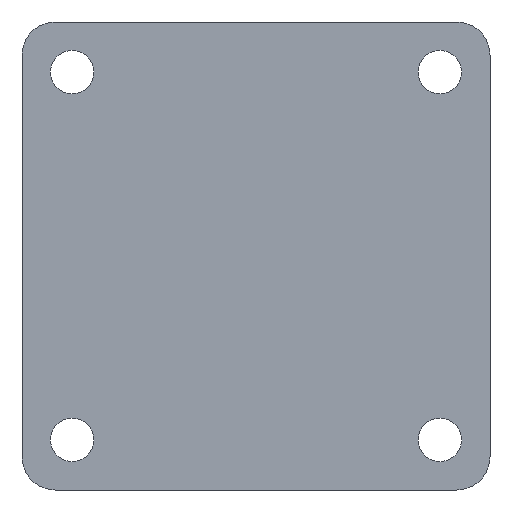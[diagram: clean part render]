
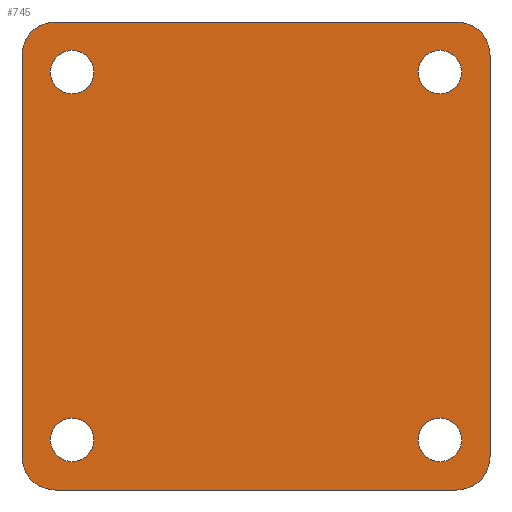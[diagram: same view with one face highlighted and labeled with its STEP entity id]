
A CAD part, front view. The second image highlights one B-rep face of the part: STEP entity #745.
In plain terms, the highlighted planar face has unit normal (0, -1, 0).
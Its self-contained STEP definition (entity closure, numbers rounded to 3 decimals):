
#5 = VERTEX_POINT ( 'NONE', #617 ) ;
#20 = CARTESIAN_POINT ( 'NONE',  ( -70., 0., -70. ) ) ;
#76 = CARTESIAN_POINT ( 'NONE',  ( 70., 0., 60. ) ) ;
#88 = VERTEX_POINT ( 'NONE', #2286 ) ;
#120 = CIRCLE ( 'NONE', #1758, 10. ) ;
#130 = VERTEX_POINT ( 'NONE', #341 ) ;
#144 = DIRECTION ( 'NONE',  ( 0., 0., 1. ) ) ;
#191 = CARTESIAN_POINT ( 'NONE',  ( 60., 0., -60. ) ) ;
#195 = VERTEX_POINT ( 'NONE', #1439 ) ;
#212 = FACE_BOUND ( 'NONE', #2536, .T. ) ;
#236 = DIRECTION ( 'NONE',  ( 0., 0., -1. ) ) ;
#255 = DIRECTION ( 'NONE',  ( 0., -1., 0. ) ) ;
#269 = DIRECTION ( 'NONE',  ( 0., 0., -1. ) ) ;
#305 = VERTEX_POINT ( 'NONE', #841 ) ;
#317 = DIRECTION ( 'NONE',  ( 0., 1., 0. ) ) ;
#330 = CARTESIAN_POINT ( 'NONE',  ( -55., 0., 55. ) ) ;
#335 = EDGE_CURVE ( 'NONE', #760, #2592, #2113, .T. ) ;
#341 = CARTESIAN_POINT ( 'NONE',  ( 55., 0., 48.5 ) ) ;
#348 = EDGE_CURVE ( 'NONE', #2700, #1515, #1802, .T. ) ;
#355 = CIRCLE ( 'NONE', #1938, 6.5 ) ;
#382 = DIRECTION ( 'NONE',  ( 0., 0., 1. ) ) ;
#389 = CARTESIAN_POINT ( 'NONE',  ( -55., 0., 61.5 ) ) ;
#390 = VERTEX_POINT ( 'NONE', #1128 ) ;
#413 = AXIS2_PLACEMENT_3D ( 'NONE', #1216, #317, #2739 ) ;
#433 = FACE_BOUND ( 'NONE', #1212, .T. ) ;
#489 = CARTESIAN_POINT ( 'NONE',  ( -70., 0., 70. ) ) ;
#534 = EDGE_CURVE ( 'NONE', #195, #130, #355, .T. ) ;
#583 = ORIENTED_EDGE ( 'NONE', *, *, #534, .T. ) ;
#587 = CARTESIAN_POINT ( 'NONE',  ( -60., 0., -70. ) ) ;
#617 = CARTESIAN_POINT ( 'NONE',  ( 70., 0., -60. ) ) ;
#641 = DIRECTION ( 'NONE',  ( 1., 0., 0. ) ) ;
#664 = DIRECTION ( 'NONE',  ( 0., -1., 0. ) ) ;
#690 = CIRCLE ( 'NONE', #781, 10. ) ;
#696 = EDGE_CURVE ( 'NONE', #390, #88, #2349, .T. ) ;
#731 = DIRECTION ( 'NONE',  ( 0., 0., 1. ) ) ;
#745 = ADVANCED_FACE ( 'NONE', ( #1728, #433, #212, #1101, #2375 ), #2791, .T. ) ;
#749 = ORIENTED_EDGE ( 'NONE', *, *, #1586, .T. ) ;
#760 = VERTEX_POINT ( 'NONE', #2642 ) ;
#781 = AXIS2_PLACEMENT_3D ( 'NONE', #2467, #255, #269 ) ;
#791 = EDGE_CURVE ( 'NONE', #2700, #2429, #690, .T. ) ;
#820 = CARTESIAN_POINT ( 'NONE',  ( 60., 0., -70. ) ) ;
#841 = CARTESIAN_POINT ( 'NONE',  ( 60., 0., 70. ) ) ;
#867 = ORIENTED_EDGE ( 'NONE', *, *, #1818, .T. ) ;
#885 = ORIENTED_EDGE ( 'NONE', *, *, #2290, .F. ) ;
#923 = DIRECTION ( 'NONE',  ( 0., -1., 0. ) ) ;
#931 = AXIS2_PLACEMENT_3D ( 'NONE', #1536, #1253, #2132 ) ;
#975 = CARTESIAN_POINT ( 'NONE',  ( -70., 0., -60. ) ) ;
#1037 = ORIENTED_EDGE ( 'NONE', *, *, #2307, .T. ) ;
#1048 = VERTEX_POINT ( 'NONE', #820 ) ;
#1077 = DIRECTION ( 'NONE',  ( 0., 0., -1. ) ) ;
#1101 = FACE_BOUND ( 'NONE', #1662, .T. ) ;
#1104 = AXIS2_PLACEMENT_3D ( 'NONE', #1269, #1522, #382 ) ;
#1128 = CARTESIAN_POINT ( 'NONE',  ( -55., 0., -61.5 ) ) ;
#1162 = DIRECTION ( 'NONE',  ( 0., 1., 0. ) ) ;
#1163 = EDGE_LOOP ( 'NONE', ( #885, #1037, #2597, #2413, #2594, #1757, #1191, #749 ) ) ;
#1167 = EDGE_CURVE ( 'NONE', #130, #195, #1288, .T. ) ;
#1191 = ORIENTED_EDGE ( 'NONE', *, *, #1634, .F. ) ;
#1199 = VECTOR ( 'NONE', #2230, 1000. ) ;
#1212 = EDGE_LOOP ( 'NONE', ( #2800, #1273 ) ) ;
#1216 = CARTESIAN_POINT ( 'NONE',  ( -55., 0., -55. ) ) ;
#1231 = EDGE_LOOP ( 'NONE', ( #2842, #867 ) ) ;
#1250 = CARTESIAN_POINT ( 'NONE',  ( -55., 0., 55. ) ) ;
#1253 = DIRECTION ( 'NONE',  ( 0., 1., 0. ) ) ;
#1265 = ORIENTED_EDGE ( 'NONE', *, *, #1167, .T. ) ;
#1269 = CARTESIAN_POINT ( 'NONE',  ( -55., 0., -55. ) ) ;
#1273 = ORIENTED_EDGE ( 'NONE', *, *, #335, .T. ) ;
#1288 = CIRCLE ( 'NONE', #931, 6.5 ) ;
#1367 = LINE ( 'NONE', #20, #1199 ) ;
#1426 = CIRCLE ( 'NONE', #2445, 6.5 ) ;
#1430 = AXIS2_PLACEMENT_3D ( 'NONE', #1250, #1953, #2784 ) ;
#1437 = CARTESIAN_POINT ( 'NONE',  ( 70., 0., 70. ) ) ;
#1439 = CARTESIAN_POINT ( 'NONE',  ( 55., 0., 61.5 ) ) ;
#1462 = DIRECTION ( 'NONE',  ( 0., 1., 0. ) ) ;
#1467 = DIRECTION ( 'NONE',  ( 0., -1., 0. ) ) ;
#1509 = EDGE_CURVE ( 'NONE', #1529, #1670, #2673, .T. ) ;
#1515 = VERTEX_POINT ( 'NONE', #2799 ) ;
#1522 = DIRECTION ( 'NONE',  ( 0., 1., 0. ) ) ;
#1529 = VERTEX_POINT ( 'NONE', #389 ) ;
#1536 = CARTESIAN_POINT ( 'NONE',  ( 55., 0., 55. ) ) ;
#1581 = VECTOR ( 'NONE', #641, 1000. ) ;
#1586 = EDGE_CURVE ( 'NONE', #1048, #5, #1766, .T. ) ;
#1597 = EDGE_CURVE ( 'NONE', #1770, #305, #1699, .T. ) ;
#1598 = DIRECTION ( 'NONE',  ( 0., 0., -1. ) ) ;
#1627 = DIRECTION ( 'NONE',  ( 0., 0., 1. ) ) ;
#1634 = EDGE_CURVE ( 'NONE', #1048, #2429, #1367, .T. ) ;
#1649 = DIRECTION ( 'NONE',  ( 0., 0., 1. ) ) ;
#1661 = CARTESIAN_POINT ( 'NONE',  ( 55., 0., -55. ) ) ;
#1662 = EDGE_LOOP ( 'NONE', ( #2023, #1841 ) ) ;
#1663 = CIRCLE ( 'NONE', #413, 6.5 ) ;
#1670 = VERTEX_POINT ( 'NONE', #2426 ) ;
#1682 = EDGE_CURVE ( 'NONE', #1770, #1515, #2269, .T. ) ;
#1699 = LINE ( 'NONE', #2350, #1581 ) ;
#1702 = VECTOR ( 'NONE', #731, 1000. ) ;
#1711 = CARTESIAN_POINT ( 'NONE',  ( 0., 0., 0. ) ) ;
#1728 = FACE_BOUND ( 'NONE', #1231, .T. ) ;
#1757 = ORIENTED_EDGE ( 'NONE', *, *, #791, .T. ) ;
#1758 = AXIS2_PLACEMENT_3D ( 'NONE', #2622, #664, #1905 ) ;
#1766 = CIRCLE ( 'NONE', #2805, 10. ) ;
#1770 = VERTEX_POINT ( 'NONE', #2516 ) ;
#1801 = EDGE_CURVE ( 'NONE', #88, #390, #1663, .T. ) ;
#1802 = LINE ( 'NONE', #489, #1702 ) ;
#1818 = EDGE_CURVE ( 'NONE', #1670, #1529, #1901, .T. ) ;
#1841 = ORIENTED_EDGE ( 'NONE', *, *, #696, .T. ) ;
#1894 = VECTOR ( 'NONE', #1598, 1000. ) ;
#1901 = CIRCLE ( 'NONE', #2629, 6.5 ) ;
#1905 = DIRECTION ( 'NONE',  ( 0., 0., -1. ) ) ;
#1938 = AXIS2_PLACEMENT_3D ( 'NONE', #2764, #1462, #1649 ) ;
#1953 = DIRECTION ( 'NONE',  ( 0., 1., 0. ) ) ;
#1977 = EDGE_CURVE ( 'NONE', #2592, #760, #1426, .T. ) ;
#1989 = DIRECTION ( 'NONE',  ( 0., -1., 0. ) ) ;
#2023 = ORIENTED_EDGE ( 'NONE', *, *, #1801, .T. ) ;
#2044 = LINE ( 'NONE', #1437, #1894 ) ;
#2113 = CIRCLE ( 'NONE', #2569, 6.5 ) ;
#2132 = DIRECTION ( 'NONE',  ( 0., 0., 1. ) ) ;
#2133 = DIRECTION ( 'NONE',  ( 0., 1., 0. ) ) ;
#2139 = DIRECTION ( 'NONE',  ( 0., 0., 1. ) ) ;
#2142 = CARTESIAN_POINT ( 'NONE',  ( 55., 0., -48.5 ) ) ;
#2212 = VERTEX_POINT ( 'NONE', #76 ) ;
#2230 = DIRECTION ( 'NONE',  ( -1., 0., 0. ) ) ;
#2262 = AXIS2_PLACEMENT_3D ( 'NONE', #1711, #1989, #2583 ) ;
#2269 = CIRCLE ( 'NONE', #2407, 10. ) ;
#2286 = CARTESIAN_POINT ( 'NONE',  ( -55., 0., -48.5 ) ) ;
#2290 = EDGE_CURVE ( 'NONE', #2212, #5, #2044, .T. ) ;
#2307 = EDGE_CURVE ( 'NONE', #2212, #305, #120, .T. ) ;
#2337 = DIRECTION ( 'NONE',  ( 0., 1., 0. ) ) ;
#2349 = CIRCLE ( 'NONE', #1104, 6.5 ) ;
#2350 = CARTESIAN_POINT ( 'NONE',  ( -70., 0., 70. ) ) ;
#2375 = FACE_OUTER_BOUND ( 'NONE', #1163, .T. ) ;
#2407 = AXIS2_PLACEMENT_3D ( 'NONE', #2647, #923, #236 ) ;
#2413 = ORIENTED_EDGE ( 'NONE', *, *, #1682, .T. ) ;
#2426 = CARTESIAN_POINT ( 'NONE',  ( -55., 0., 48.5 ) ) ;
#2429 = VERTEX_POINT ( 'NONE', #587 ) ;
#2445 = AXIS2_PLACEMENT_3D ( 'NONE', #2780, #2337, #2139 ) ;
#2467 = CARTESIAN_POINT ( 'NONE',  ( -60., 0., -60. ) ) ;
#2516 = CARTESIAN_POINT ( 'NONE',  ( -60., 0., 70. ) ) ;
#2536 = EDGE_LOOP ( 'NONE', ( #583, #1265 ) ) ;
#2569 = AXIS2_PLACEMENT_3D ( 'NONE', #1661, #2133, #144 ) ;
#2583 = DIRECTION ( 'NONE',  ( 0., 0., -1. ) ) ;
#2592 = VERTEX_POINT ( 'NONE', #2142 ) ;
#2594 = ORIENTED_EDGE ( 'NONE', *, *, #348, .F. ) ;
#2597 = ORIENTED_EDGE ( 'NONE', *, *, #1597, .F. ) ;
#2622 = CARTESIAN_POINT ( 'NONE',  ( 60., 0., 60. ) ) ;
#2629 = AXIS2_PLACEMENT_3D ( 'NONE', #330, #1162, #1627 ) ;
#2642 = CARTESIAN_POINT ( 'NONE',  ( 55., 0., -61.5 ) ) ;
#2647 = CARTESIAN_POINT ( 'NONE',  ( -60., 0., 60. ) ) ;
#2673 = CIRCLE ( 'NONE', #1430, 6.5 ) ;
#2700 = VERTEX_POINT ( 'NONE', #975 ) ;
#2739 = DIRECTION ( 'NONE',  ( 0., 0., 1. ) ) ;
#2764 = CARTESIAN_POINT ( 'NONE',  ( 55., 0., 55. ) ) ;
#2780 = CARTESIAN_POINT ( 'NONE',  ( 55., 0., -55. ) ) ;
#2784 = DIRECTION ( 'NONE',  ( 0., 0., 1. ) ) ;
#2791 = PLANE ( 'NONE',  #2262 ) ;
#2799 = CARTESIAN_POINT ( 'NONE',  ( -70., 0., 60. ) ) ;
#2800 = ORIENTED_EDGE ( 'NONE', *, *, #1977, .T. ) ;
#2805 = AXIS2_PLACEMENT_3D ( 'NONE', #191, #1467, #1077 ) ;
#2842 = ORIENTED_EDGE ( 'NONE', *, *, #1509, .T. ) ;
